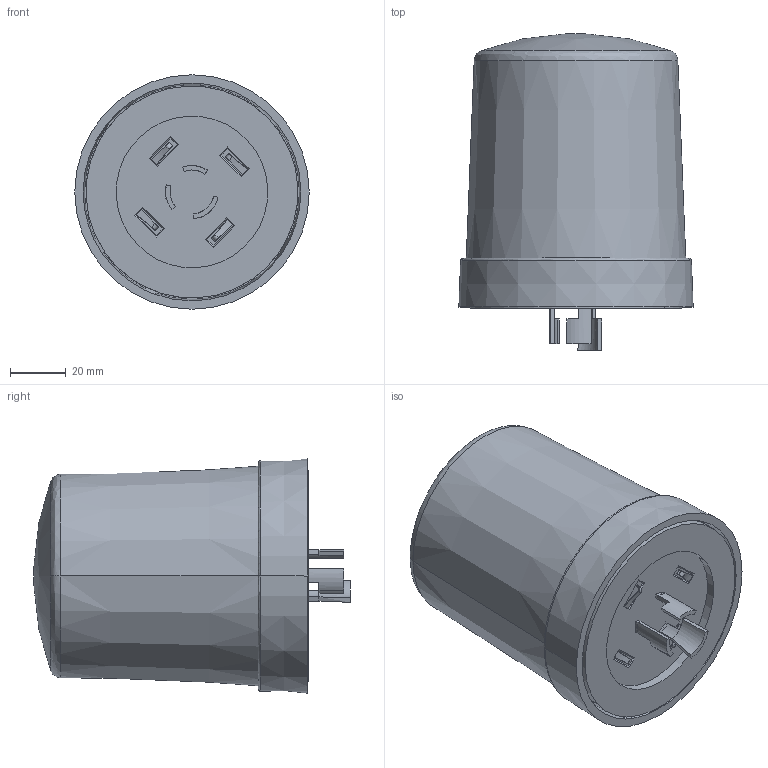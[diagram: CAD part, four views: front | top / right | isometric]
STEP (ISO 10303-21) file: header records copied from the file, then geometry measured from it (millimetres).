
FILE_DESCRIPTION (( 'STEP AP214' ), '1' );
FILE_NAME ('TL7-HV.STEP', '2020-09-21T21:04:47', ( '' ), ( '' ), 'SwSTEP 2.0', 'SolidWorks 2020', '' );
FILE_SCHEMA (( 'AUTOMOTIVE_DESIGN' ));
Length unit declared in the file: inch
Products named in the file (3): HDW088; CON474; TL7-HV
Assembly tree (2 placements, depth 2):
  TL7-HV
    CON474
    HDW088
Bounding box: 84 x 113.54 x 84 mm (x, y, z)
Volume: 108519 mm3; surface area: 69263.2 mm2
Topology: 2 solids, 2 shells, 509 faces, 1321 edges, 786 vertices
Faces by surface type: plane 187, cylinder 159, bspline 144, cone 19
Entity records: 25371 total; most frequent: CARTESIAN_POINT 7207, ORIENTED_EDGE 2514, DIRECTION 2261, EDGE_CURVE 1257, AXIS2_PLACEMENT_3D 816, VERTEX_POINT 786, VECTOR 629, LINE 629
